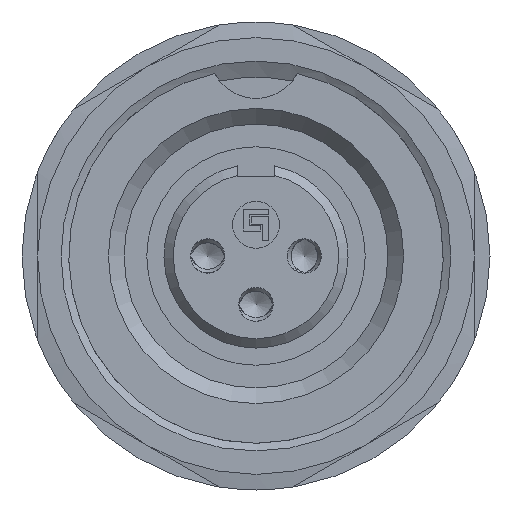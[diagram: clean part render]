
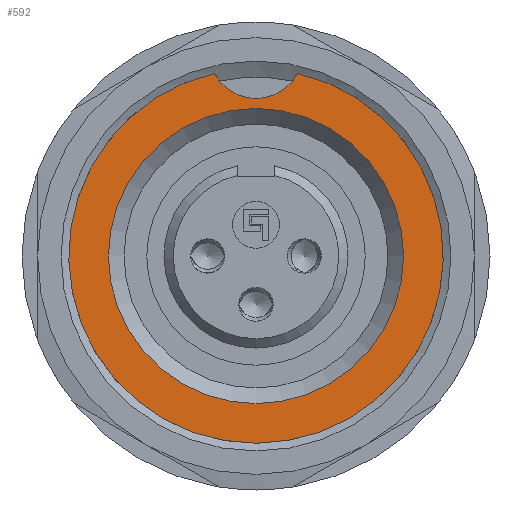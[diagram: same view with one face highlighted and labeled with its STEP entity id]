
A CAD part, left-side view. The second image highlights one B-rep face of the part: STEP entity #592.
In plain terms, the highlighted planar face has unit normal (-1, 0, 0).
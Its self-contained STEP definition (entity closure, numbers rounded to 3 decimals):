
#453=PLANE('',#2790);
#592=ADVANCED_FACE('',(#760,#761),#453,.T.);
#760=FACE_BOUND('',#955,.T.);
#761=FACE_BOUND('',#956,.T.);
#955=EDGE_LOOP('',(#1749));
#956=EDGE_LOOP('',(#1750,#1751));
#1749=ORIENTED_EDGE('',*,*,#2399,.T.);
#1750=ORIENTED_EDGE('',*,*,#2400,.F.);
#1751=ORIENTED_EDGE('',*,*,#2401,.T.);
#2096=VERTEX_POINT('',#5076);
#2097=VERTEX_POINT('',#5079);
#2098=VERTEX_POINT('',#5080);
#2399=EDGE_CURVE('',#2096,#2096,#2556,.T.);
#2400=EDGE_CURVE('',#2097,#2098,#2557,.T.);
#2401=EDGE_CURVE('',#2097,#2098,#2558,.T.);
#2556=CIRCLE('',#2786,4.73);
#2557=CIRCLE('',#2788,6.);
#2558=CIRCLE('',#2789,1.5);
#2786=AXIS2_PLACEMENT_3D('',#5075,#3364,#3365);
#2788=AXIS2_PLACEMENT_3D('',#5078,#3368,#3369);
#2789=AXIS2_PLACEMENT_3D('',#5081,#3370,#3371);
#2790=AXIS2_PLACEMENT_3D('',#5082,#3372,#3373);
#3364=DIRECTION('',(1.,0.,0.));
#3365=DIRECTION('',(0.,0.,1.));
#3368=DIRECTION('',(1.,0.,0.));
#3369=DIRECTION('',(0.,0.,-1.));
#3370=DIRECTION('',(1.,0.,0.));
#3371=DIRECTION('',(0.,0.,1.));
#3372=DIRECTION('',(-1.,0.,0.));
#3373=DIRECTION('',(0.,0.,1.));
#5075=CARTESIAN_POINT('',(0.,0.,0.));
#5076=CARTESIAN_POINT('',(0.,0.,4.73));
#5078=CARTESIAN_POINT('',(0.,0.,0.));
#5079=CARTESIAN_POINT('',(0.,-1.327,5.851));
#5080=CARTESIAN_POINT('',(0.,1.327,5.851));
#5081=CARTESIAN_POINT('',(0.,0.,6.55));
#5082=CARTESIAN_POINT('',(0.,0.,0.));
